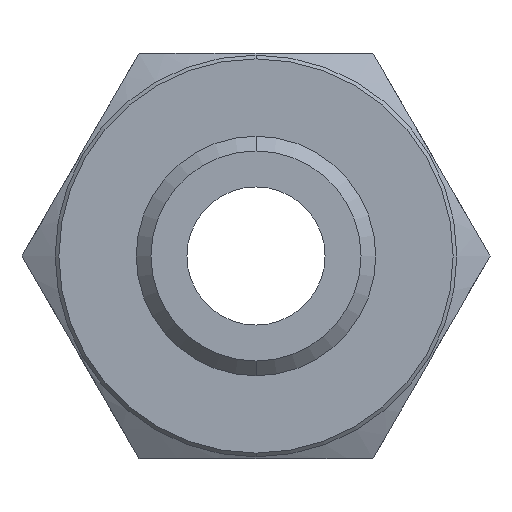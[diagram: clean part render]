
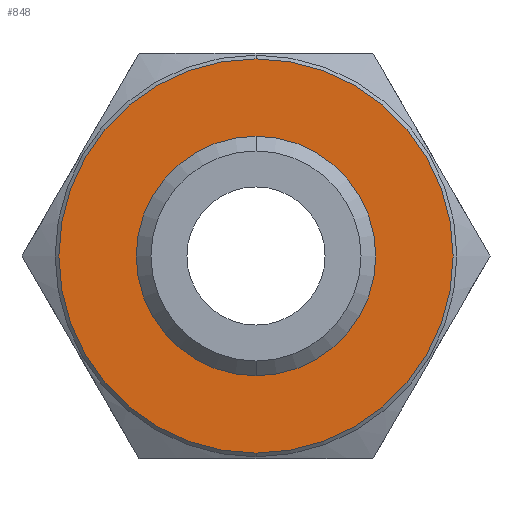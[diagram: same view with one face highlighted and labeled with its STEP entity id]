
A CAD part, front view. The second image highlights one B-rep face of the part: STEP entity #848.
In plain terms, the highlighted planar face has unit normal (0, -1, 0).
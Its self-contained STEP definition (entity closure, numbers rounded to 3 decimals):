
#24 = CARTESIAN_POINT ( 'NONE',  ( 0., 8., 10.7 ) ) ;
#25 = CARTESIAN_POINT ( 'NONE',  ( 0., 8., -10.7 ) ) ;
#26 = DIRECTION ( 'NONE',  ( 0., 0., -1. ) ) ;
#27 = DIRECTION ( 'NONE',  ( 0., -1., 0. ) ) ;
#28 = CARTESIAN_POINT ( 'NONE',  ( 0., 8., 0. ) ) ;
#29 = AXIS2_PLACEMENT_3D ( 'NONE', #28, #27, #26 ) ;
#30 = CIRCLE ( 'NONE', #29, 10.7 ) ;
#31 = CARTESIAN_POINT ( 'NONE',  ( 0., 8., 6.5 ) ) ;
#32 = CARTESIAN_POINT ( 'NONE',  ( 0., 8., -6.5 ) ) ;
#33 = DIRECTION ( 'NONE',  ( 0., 0., -1. ) ) ;
#34 = DIRECTION ( 'NONE',  ( 0., -1., 0. ) ) ;
#35 = CARTESIAN_POINT ( 'NONE',  ( 0., 8., 0. ) ) ;
#36 = AXIS2_PLACEMENT_3D ( 'NONE', #35, #34, #33 ) ;
#37 = CIRCLE ( 'NONE', #36, 6.5 ) ;
#383 = DIRECTION ( 'NONE',  ( 0., 0., -1. ) ) ;
#384 = DIRECTION ( 'NONE',  ( 0., -1., 0. ) ) ;
#385 = CARTESIAN_POINT ( 'NONE',  ( 0., 8., 0. ) ) ;
#386 = AXIS2_PLACEMENT_3D ( 'NONE', #385, #384, #383 ) ;
#387 = DIRECTION ( 'NONE',  ( 0., 0., -1. ) ) ;
#388 = DIRECTION ( 'NONE',  ( 0., -1., 0. ) ) ;
#389 = CARTESIAN_POINT ( 'NONE',  ( 10.7, 8., 0. ) ) ;
#390 = CIRCLE ( 'NONE', #386, 10.7 ) ;
#391 = AXIS2_PLACEMENT_3D ( 'NONE', #389, #388, #387 ) ;
#392 = PLANE ( 'NONE',  #391 ) ;
#393 = FACE_BOUND ( 'NONE', #853, .T. ) ;
#397 = FACE_OUTER_BOUND ( 'NONE', #849, .T. ) ;
#418 = DIRECTION ( 'NONE',  ( 0., 0., -1. ) ) ;
#419 = DIRECTION ( 'NONE',  ( 0., -1., 0. ) ) ;
#420 = CARTESIAN_POINT ( 'NONE',  ( 0., 8., 0. ) ) ;
#421 = AXIS2_PLACEMENT_3D ( 'NONE', #420, #419, #418 ) ;
#422 = CIRCLE ( 'NONE', #421, 6.5 ) ;
#793 = EDGE_CURVE ( 'NONE', #794, #795, #37, .T. ) ;
#794 = VERTEX_POINT ( 'NONE', #32 ) ;
#795 = VERTEX_POINT ( 'NONE', #31 ) ;
#797 = EDGE_CURVE ( 'NONE', #798, #799, #30, .T. ) ;
#798 = VERTEX_POINT ( 'NONE', #25 ) ;
#799 = VERTEX_POINT ( 'NONE', #24 ) ;
#835 = EDGE_CURVE ( 'NONE', #795, #794, #422, .T. ) ;
#848 = ADVANCED_FACE ( 'NONE', ( #397, #393 ), #392, .T. ) ;
#849 = EDGE_LOOP ( 'NONE', ( #850, #852 ) ) ;
#850 = ORIENTED_EDGE ( 'NONE', *, *, #851, .T. ) ;
#851 = EDGE_CURVE ( 'NONE', #799, #798, #390, .T. ) ;
#852 = ORIENTED_EDGE ( 'NONE', *, *, #797, .T. ) ;
#853 = EDGE_LOOP ( 'NONE', ( #854, #855 ) ) ;
#854 = ORIENTED_EDGE ( 'NONE', *, *, #793, .F. ) ;
#855 = ORIENTED_EDGE ( 'NONE', *, *, #835, .F. ) ;
